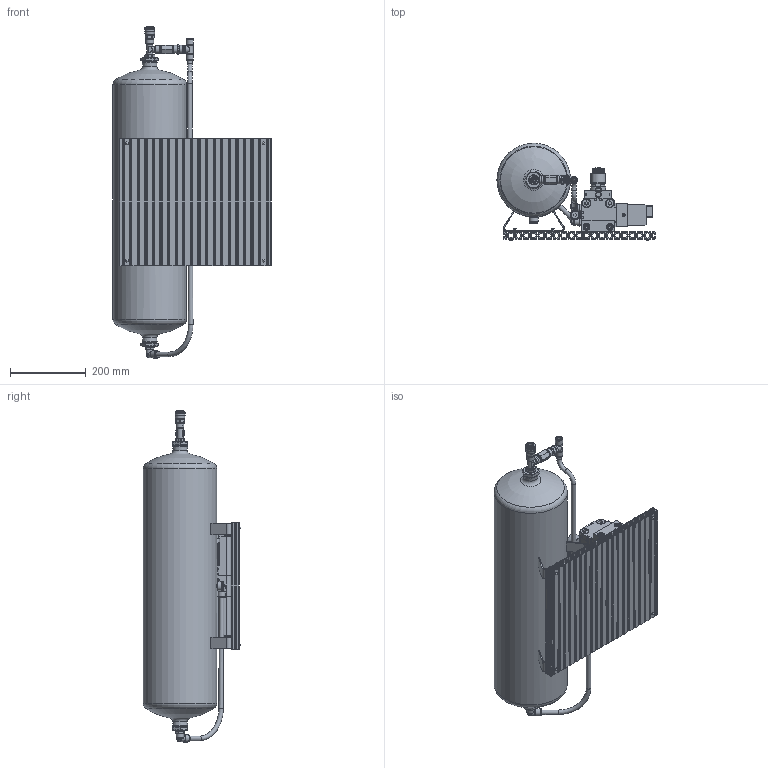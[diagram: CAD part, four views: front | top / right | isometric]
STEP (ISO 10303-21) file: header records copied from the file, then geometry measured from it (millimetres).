
FILE_DESCRIPTION(/* description */ ('STEP AP214'),/* implementation_level */ '2;1');
FILE_NAME(/* name */ '552935_DPA-63-16-CRVZS20',/* time_stamp */ '2024-08-20T19:45:40+02:00',/* author */ ('License CC BY-ND 4.0'),/* organization */ ('CADENAS'),/* preprocessor_version */ 'ST-DEVELOPER v19.3',/* originating_system */ 'PARTsolutions',/* authorisation */ ' ');
FILE_SCHEMA (('AUTOMOTIVE_DESIGN {1 0 10303 214 3 1 1}'));
Length unit declared in the file: millimetre
Products named in the file (29): 552935 DPA-63-16-CRVZS20; 717091 IPM-PN-05-20x400x335; 191589 IPM-05-15-M5; 534845 CRVZS-20; DIN-912 - M5x8(F); 8069237 NPFC-R-G1-G12-MF; 531774 OK-1/2; 8030312 NPFC-R-G12-G38-MF; 8030248 NPFC-T-2G38-R38-FMF; 2144 KD4-3/8-A; 11690 H-3_8-B; 8030293 NPFC-S-2G38-F; 558745 NPQM-T-G38-Q12-P10; 541768 PAN-R-12-SI_3; 558719 NPQM-L-G12-Q12-P10; 541768 PAN-R-12-SI_4; 3570 B-3/8; 713407 DPA-63; DIN-912 - M5x30(F); DIN-912 - M10x30(F); 193392 DPA-63-16-2; 338849 LJK-1/8  (63-16)p; 4596 VT-1/8-3 (63-16)p; 397670 DPA-63-16p; 529046 MA-40-16-1/8-EN-DPA; 526167 MA-40-25-1/8-EN; 558717 NPQM-L-G38-Q12-P10; 8030218 NPFC-L-R38-G38-MF; 6843 U-3/8-B
Assembly tree (50 placements, depth 2):
  552935 DPA-63-16-CRVZS20
    717091 IPM-PN-05-20x400x335
    191589 IPM-05-15-M5  x8
    534845 CRVZS-20
    DIN-912 - M5x8(F)  x4
    8069237 NPFC-R-G1-G12-MF  x2
    531774 OK-1/2
    8030312 NPFC-R-G12-G38-MF
    8030248 NPFC-T-2G38-R38-FMF
    2144 KD4-3/8-A
    11690 H-3_8-B
    8030293 NPFC-S-2G38-F
    558745 NPQM-T-G38-Q12-P10
    541768 PAN-R-12-SI_3
    558719 NPQM-L-G12-Q12-P10
    541768 PAN-R-12-SI_4
    3570 B-3/8
    713407 DPA-63  x2
    DIN-912 - M5x30(F)  x4
    DIN-912 - M10x30(F)  x4
    193392 DPA-63-16-2
    338849 LJK-1/8  (63-16)p  x2
    4596 VT-1/8-3 (63-16)p  x2
    397670 DPA-63-16p  x2
    529046 MA-40-16-1/8-EN-DPA
    526167 MA-40-25-1/8-EN
    558717 NPQM-L-G38-Q12-P10  x2
    8030218 NPFC-L-R38-G38-MF
    6843 U-3/8-B
Bounding box: 417 x 256.8 x 875.8 mm (x, y, z)
Volume: 5504126.2 mm3; surface area: 2259322.4 mm2
Topology: 50 solids, 50 shells, 3413 faces, 8778 edges, 5617 vertices
Faces by surface type: plane 1721, cylinder 1182, cone 417, torus 79, sphere 14
Full cylindrical faces by diameter (mm): 2.459 x2, 3 x12, 4 x2, 4.134 x10, 4.2 x20, 5 x8, 5.5 x4, 7 x2, 7.4 x8, 7.6 x5, 7.8 x1, 8 x15, 8.376 x8, 8.5 x8, 8.566 x4, 9 x4, 9.728 x8, 9.8 x2, 10 x10, 10.2 x2, 11 x16, 12 x11, 12.8 x1, 13.3 x4, 13.5 x5, 13.8 x2, 14.5 x1, 14.95 x12, 15 x4, 16 x7
Entity records: 95885 total; most frequent: CARTESIAN_POINT 16217, DIRECTION 14655, ORIENTED_EDGE 13822, EDGE_CURVE 6911, AXIS2_PLACEMENT_3D 5299, VERTEX_POINT 4734, LINE 4057, VECTOR 4057
